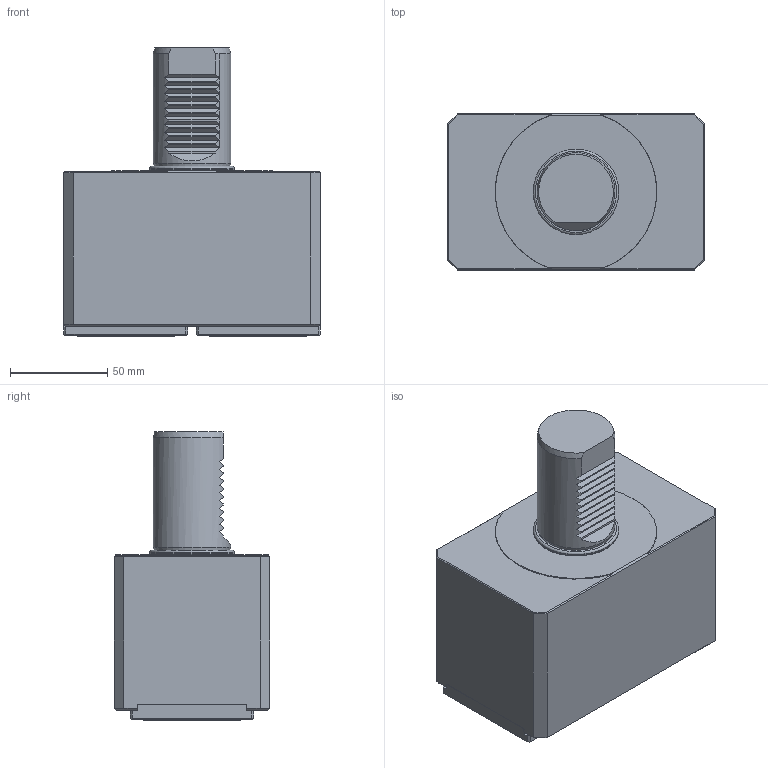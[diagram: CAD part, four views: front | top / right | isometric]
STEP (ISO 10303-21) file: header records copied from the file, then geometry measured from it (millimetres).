
FILE_DESCRIPTION(/* description */ (''),/* implementation_level */ '2;1');
FILE_NAME(/* name */ '1618474888932.stp',/* time_stamp */ '2021-04-15T10:21:36+02:00',/* author */ (''),/* organization */ ('SMS'),/* preprocessor_version */ 'ST-DEVELOPER v16.7',/* originating_system */ 'SIEMENS PLM Software NX 12.0',/* authorisation */ '');
FILE_SCHEMA (('AUTOMOTIVE_DESIGN { 1 0 10303 214 3 1 1 1 }'));
Length unit declared in the file: millimetre
Products named in the file (1): 203474944mod000_00
Bounding box: 132 x 80 x 148 mm (x, y, z)
Volume: 894853.8 mm3; surface area: 74038.9 mm2
Topology: 1 solids, 1 shells, 168 faces, 426 edges, 282 vertices
Faces by surface type: plane 130, cylinder 24, sphere 8, bspline 2, cone 2, torus 2
Full cylindrical faces by diameter (mm): 3 x2, 40 x1, 43.9 x1, 50 x2
Entity records: 5138 total; most frequent: CARTESIAN_POINT 1286, DIRECTION 768, ORIENTED_EDGE 766, EDGE_CURVE 383, LINE 264, VECTOR 264, VERTEX_POINT 264, AXIS2_PLACEMENT_3D 252
